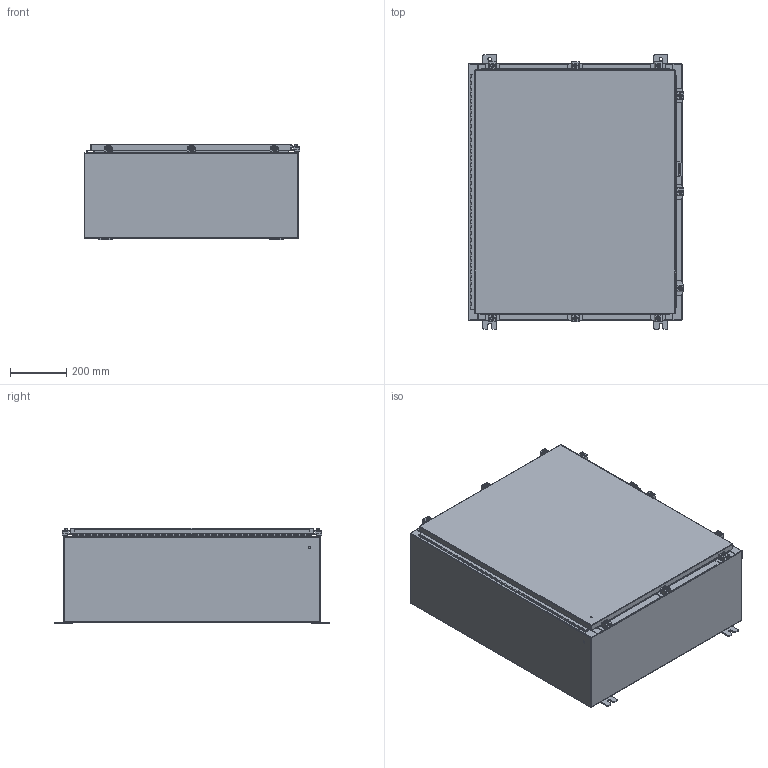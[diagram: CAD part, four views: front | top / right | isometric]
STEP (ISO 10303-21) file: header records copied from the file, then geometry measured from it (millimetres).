
FILE_DESCRIPTION (( 'STEP AP203' ), '1' );
FILE_NAME ('N36H3012WP.STEP', '2014-03-24T22:54:32', ( 'changeme' ), ( 'Microsoft' ), 'SwSTEP 2.0', 'SolidWorks 2013', '' );
FILE_SCHEMA (( 'CONFIG_CONTROL_DESIGN' ));
Length unit declared in the file: inch
Products named in the file (21): N36H3012SSWP Bottom; N36H3012SSWP Clamp Bracket; N36H3012SSWP Mounting Studs; N36H3012SSWP Top; N36H3012SSWP 22101002; N36H3012SSWP Hinge Enclosure Side2; N36H3012WP; N36H3012SSWP 22104005_DEFAULT; N36H3012SSWP Hinge Cover Side; N36H3012SSWP 125 Pin Hinge; N36H3012SSWP Clamp Top; N36H3012SSWP Mounting Feet; N36H3012SSWP Clamp Assembly; Quarter-20 CD Stud; N36H3012SSWP Standard Clamps; N36H3012SSWP Padlock Staple; N36H3012SSWP Cover; N36H3012SSWP Padlock Hasp; N36H3012SSWP Body; N36H3012SSWP Enclosure Stiffener; N36H3012SSWP Backpanel
Assembly tree (38 placements, depth 4):
  N36H3012WP
    N36H3012SSWP Backpanel
    N36H3012SSWP Mounting Studs  x6
    N36H3012SSWP 125 Pin Hinge
      N36H3012SSWP Hinge Enclosure Side2
      N36H3012SSWP Hinge Cover Side
    N36H3012SSWP Mounting Feet  x4
    Quarter-20 CD Stud  x2
    N36H3012SSWP Padlock Staple
    N36H3012SSWP Padlock Hasp
    N36H3012SSWP Enclosure Stiffener
    N36H3012SSWP Standard Clamps  x9
      N36H3012SSWP Clamp Bracket
      N36H3012SSWP Clamp Assembly
        N36H3012SSWP 22101002  x2
        N36H3012SSWP 22104005_DEFAULT
        N36H3012SSWP Clamp Top
    N36H3012SSWP Cover
    N36H3012SSWP Body
    N36H3012SSWP Bottom
    N36H3012SSWP Top
Bounding box: 767.35 x 977.9 x 340.07 mm (x, y, z)
Volume: 6911798 mm3; surface area: 6821448.7 mm2
Topology: 67 solids, 67 shells, 2482 faces, 6232 edges, 3922 vertices
Faces by surface type: plane 1294, cylinder 1036, torus 74, cone 70, bspline 8
Entity records: 43679 total; most frequent: CARTESIAN_POINT 7498, DIRECTION 7320, ORIENTED_EDGE 6848, EDGE_CURVE 3424, AXIS2_PLACEMENT_3D 2550, VECTOR 2220, LINE 2220, VERTEX_POINT 2106
